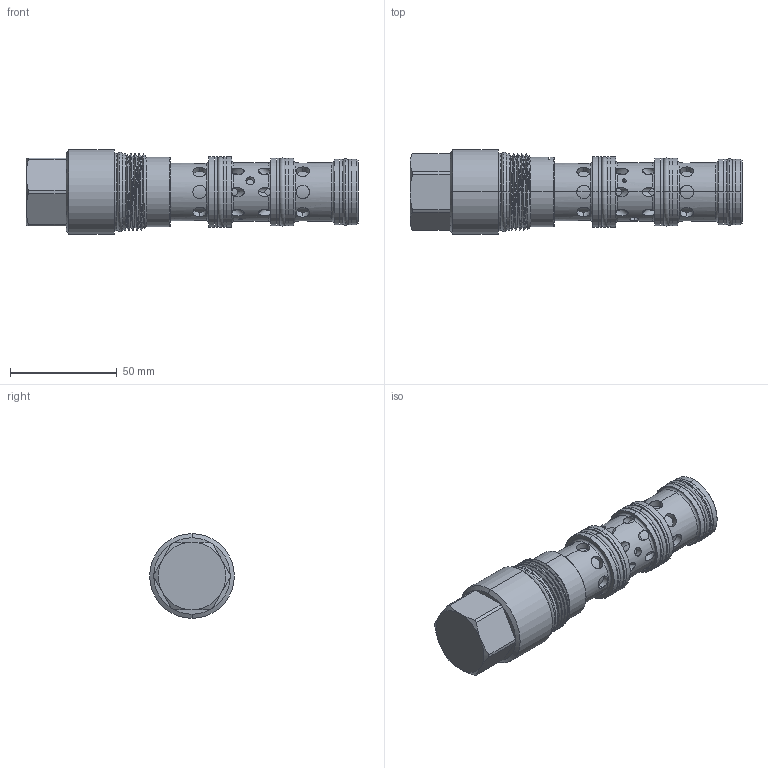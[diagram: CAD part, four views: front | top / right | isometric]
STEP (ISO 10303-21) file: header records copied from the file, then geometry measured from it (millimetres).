
FILE_DESCRIPTION (( 'STEP AP203' ), '1' );
FILE_NAME ('DQ33A41-N.STEP', '2016-05-19T06:04:50', ( '' ), ( '' ), 'SwSTEP 2.0', 'SolidWorks 2012', '' );
FILE_SCHEMA (( 'CONFIG_CONTROL_DESIGN' ));
Length unit declared in the file: millimetre
Products named in the file (1): DQ33A41-N
Bounding box: 155.6 x 39.67 x 39.67 mm (x, y, z)
Volume: 119055.3 mm3; surface area: 29745.3 mm2
Topology: 5 solids, 5 shells, 293 faces, 650 edges, 407 vertices
Faces by surface type: cylinder 198, plane 47, cone 23, torus 22, bspline 3
Entity records: 13227 total; most frequent: CARTESIAN_POINT 6912, ORIENTED_EDGE 1300, DIRECTION 1251, EDGE_CURVE 650, AXIS2_PLACEMENT_3D 528, VERTEX_POINT 407, EDGE_LOOP 341, FACE_OUTER_BOUND 293
